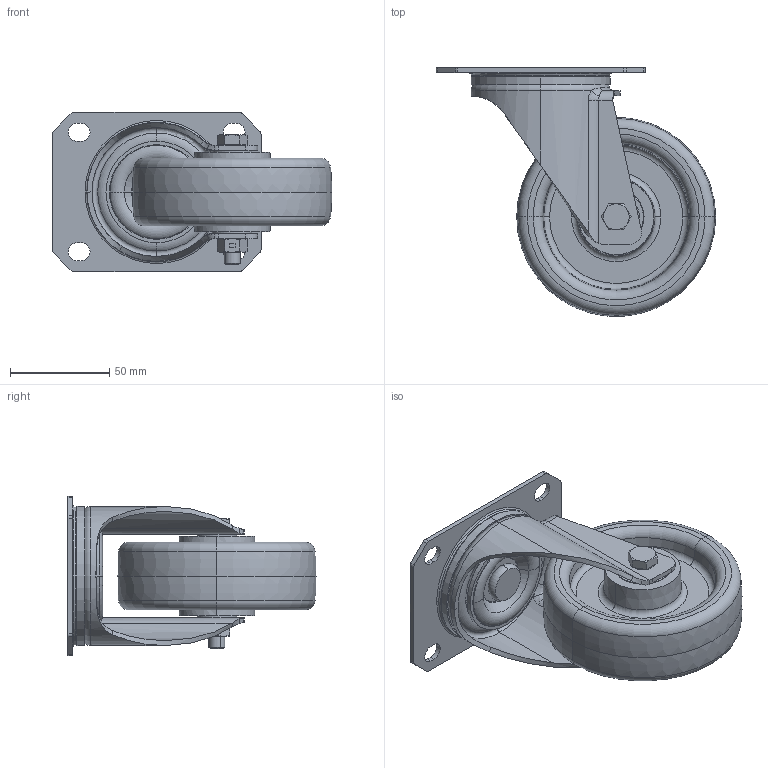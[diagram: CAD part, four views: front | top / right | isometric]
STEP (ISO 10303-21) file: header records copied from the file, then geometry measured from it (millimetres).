
FILE_DESCRIPTION (( 'STEP AP214' ), '1' );
FILE_NAME ('0056445.step', '2023-08-03T09:29:27', ( '' ), ( '' ), 'SwSTEP 2.0', 'SolidWorks 2020', '' );
FILE_SCHEMA (( 'AUTOMOTIVE_DESIGN' ));
Length unit declared in the file: millimetre
Products named in the file (1): 0056445
Bounding box: 140.55 x 125 x 80 mm (x, y, z)
Volume: 250003.5 mm3; surface area: 102830.1 mm2
Topology: 19 solids, 19 shells, 441 faces, 954 edges, 569 vertices
Faces by surface type: cylinder 127, torus 124, plane 112, cone 60, bspline 18
Entity records: 18729 total; most frequent: CARTESIAN_POINT 3812, DIRECTION 2255, ORIENTED_EDGE 1908, AXIS2_PLACEMENT_3D 984, EDGE_CURVE 954, VERTEX_POINT 569, CIRCLE 560, EDGE_LOOP 505
